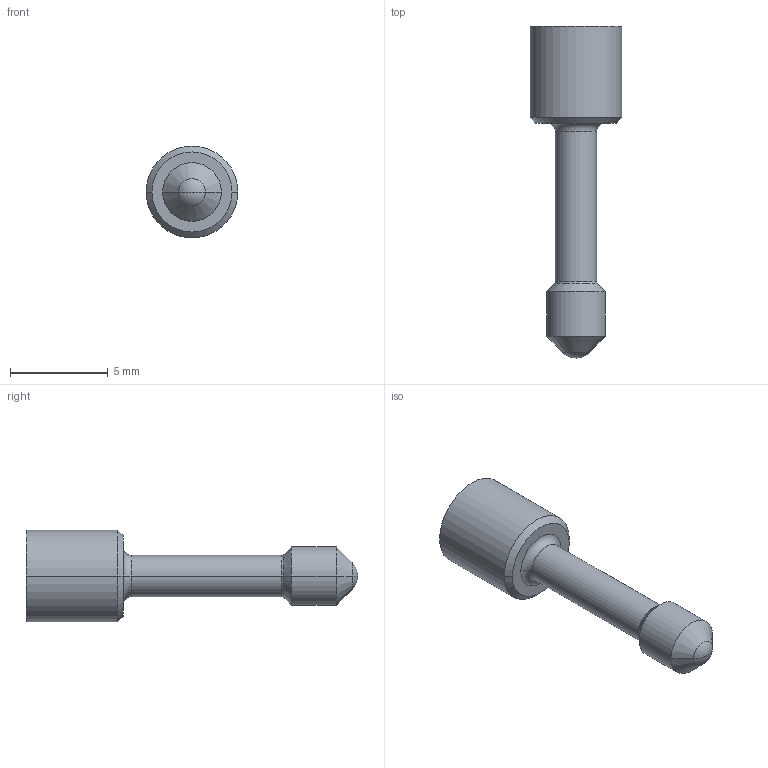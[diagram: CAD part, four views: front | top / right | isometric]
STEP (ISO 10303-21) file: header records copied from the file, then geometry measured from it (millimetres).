
FILE_DESCRIPTION (( 'STEP AP214' ), '1' );
FILE_NAME ('IA4717SF.STEP', '2013-06-28T08:56:14', ( '' ), ( '' ), 'SwSTEP 2.0', 'SolidWorks 2011', '' );
FILE_SCHEMA (( 'AUTOMOTIVE_DESIGN' ));
Length unit declared in the file: millimetre
Products named in the file (2): IA 4717SF; IA4717SF
Assembly tree (1 placements, depth 2):
  IA4717SF
    IA 4717SF
Bounding box: 4.7 x 16.97 x 4.7 mm (x, y, z)
Volume: 135.5 mm3; surface area: 194.4 mm2
Topology: 1 solids, 1 shells, 28 faces, 59 edges, 35 vertices
Faces by surface type: plane 9, cylinder 7, cone 6, torus 4, sphere 2
Entity records: 835 total; most frequent: DIRECTION 151, CARTESIAN_POINT 126, ORIENTED_EDGE 118, AXIS2_PLACEMENT_3D 60, EDGE_CURVE 59, VERTEX_POINT 35, LINE 31, VECTOR 31
